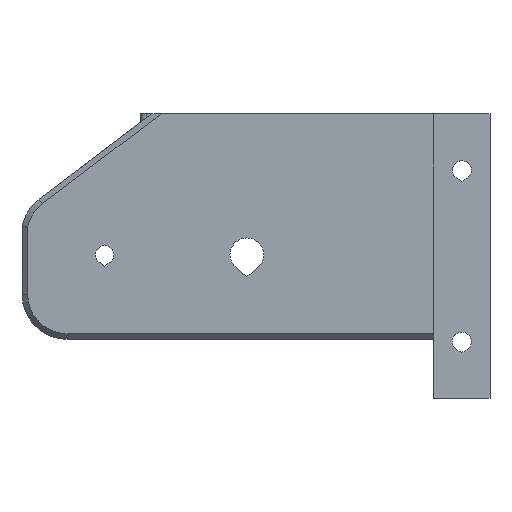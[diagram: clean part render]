
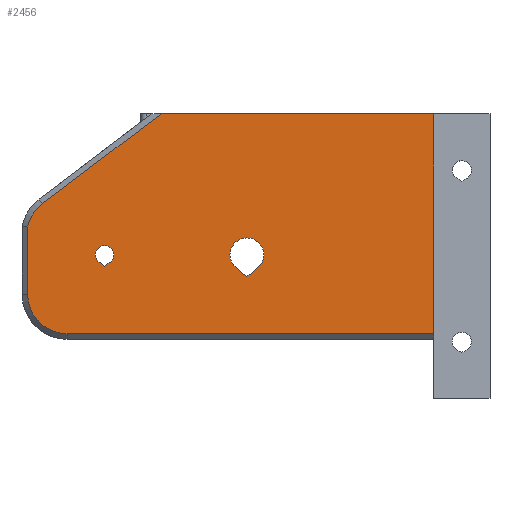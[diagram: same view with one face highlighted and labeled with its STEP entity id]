
A CAD part, top view. The second image highlights one B-rep face of the part: STEP entity #2456.
In plain terms, the highlighted planar face has unit normal (0, 0, 1).
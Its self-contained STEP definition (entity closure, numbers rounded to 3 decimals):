
#47=FACE_BOUND('',#318,.T.);
#48=FACE_BOUND('',#319,.T.);
#64=CIRCLE('',#2612,3.);
#66=CIRCLE('',#2618,7.);
#67=CIRCLE('',#2619,7.);
#68=CIRCLE('',#2620,1.625);
#172=FACE_OUTER_BOUND('',#317,.T.);
#317=EDGE_LOOP('',(#1648,#1649,#1650,#1651,#1652,#1653,#1654));
#318=EDGE_LOOP('',(#1655,#1656,#1657));
#319=EDGE_LOOP('',(#1658,#1659,#1660));
#474=LINE('',#3561,#756);
#479=LINE('',#3574,#761);
#481=LINE('',#3579,#763);
#485=LINE('',#3587,#767);
#488=LINE('',#3594,#770);
#489=LINE('',#3598,#771);
#490=LINE('',#3602,#772);
#491=LINE('',#3604,#773);
#492=LINE('',#3605,#774);
#756=VECTOR('',#2835,10.);
#761=VECTOR('',#2848,10.);
#763=VECTOR('',#2852,10.);
#767=VECTOR('',#2858,10.);
#770=VECTOR('',#2863,10.);
#771=VECTOR('',#2866,10.);
#772=VECTOR('',#2869,10.);
#773=VECTOR('',#2870,10.);
#774=VECTOR('',#2871,10.);
#1038=VERTEX_POINT('',#3559);
#1039=VERTEX_POINT('',#3560);
#1042=VERTEX_POINT('',#3568);
#1044=VERTEX_POINT('',#3577);
#1045=VERTEX_POINT('',#3578);
#1048=VERTEX_POINT('',#3586);
#1050=VERTEX_POINT('',#3592);
#1051=VERTEX_POINT('',#3593);
#1052=VERTEX_POINT('',#3595);
#1053=VERTEX_POINT('',#3597);
#1054=VERTEX_POINT('',#3599);
#1055=VERTEX_POINT('',#3601);
#1056=VERTEX_POINT('',#3603);
#1263=EDGE_CURVE('',#1038,#1039,#474,.T.);
#1267=EDGE_CURVE('',#1039,#1042,#64,.T.);
#1270=EDGE_CURVE('',#1042,#1038,#479,.T.);
#1272=EDGE_CURVE('',#1044,#1045,#481,.T.);
#1276=EDGE_CURVE('',#1048,#1044,#485,.T.);
#1279=EDGE_CURVE('',#1050,#1051,#488,.T.);
#1280=EDGE_CURVE('',#1051,#1052,#66,.T.);
#1281=EDGE_CURVE('',#1052,#1053,#489,.T.);
#1282=EDGE_CURVE('',#1053,#1054,#67,.T.);
#1283=EDGE_CURVE('',#1054,#1055,#490,.T.);
#1284=EDGE_CURVE('',#1056,#1055,#491,.T.);
#1285=EDGE_CURVE('',#1050,#1056,#492,.T.);
#1286=EDGE_CURVE('',#1045,#1048,#68,.T.);
#1648=ORIENTED_EDGE('',*,*,#1279,.T.);
#1649=ORIENTED_EDGE('',*,*,#1280,.T.);
#1650=ORIENTED_EDGE('',*,*,#1281,.T.);
#1651=ORIENTED_EDGE('',*,*,#1282,.T.);
#1652=ORIENTED_EDGE('',*,*,#1283,.T.);
#1653=ORIENTED_EDGE('',*,*,#1284,.F.);
#1654=ORIENTED_EDGE('',*,*,#1285,.F.);
#1655=ORIENTED_EDGE('',*,*,#1263,.F.);
#1656=ORIENTED_EDGE('',*,*,#1270,.F.);
#1657=ORIENTED_EDGE('',*,*,#1267,.F.);
#1658=ORIENTED_EDGE('',*,*,#1276,.F.);
#1659=ORIENTED_EDGE('',*,*,#1286,.F.);
#1660=ORIENTED_EDGE('',*,*,#1272,.F.);
#2362=PLANE('',#2617);
#2456=ADVANCED_FACE('',(#172,#47,#48),#2362,.F.);
#2612=AXIS2_PLACEMENT_3D('',#3569,#2841,#2842);
#2617=AXIS2_PLACEMENT_3D('',#3591,#2861,#2862);
#2618=AXIS2_PLACEMENT_3D('',#3596,#2864,#2865);
#2619=AXIS2_PLACEMENT_3D('',#3600,#2867,#2868);
#2620=AXIS2_PLACEMENT_3D('',#3606,#2872,#2873);
#2835=DIRECTION('',(0.77,0.638,0.));
#2841=DIRECTION('center_axis',(0.,0.,1.));
#2842=DIRECTION('ref_axis',(-1.,0.,0.));
#2848=DIRECTION('',(0.77,-0.638,0.));
#2852=DIRECTION('',(0.801,0.598,0.));
#2858=DIRECTION('',(0.801,-0.598,0.));
#2861=DIRECTION('center_axis',(0.,0.,-1.));
#2862=DIRECTION('ref_axis',(1.,0.,0.));
#2863=DIRECTION('',(-0.798,-0.603,0.));
#2864=DIRECTION('center_axis',(0.,0.,1.));
#2865=DIRECTION('ref_axis',(-0.603,0.798,0.));
#2866=DIRECTION('',(0.,-1.,0.));
#2867=DIRECTION('center_axis',(0.,0.,1.));
#2868=DIRECTION('ref_axis',(-0.707,-0.707,0.));
#2869=DIRECTION('',(1.,0.,0.));
#2870=DIRECTION('',(0.,-1.,0.));
#2871=DIRECTION('',(1.,0.,0.));
#2872=DIRECTION('center_axis',(0.,0.,1.));
#2873=DIRECTION('ref_axis',(-1.,0.,0.));
#3559=CARTESIAN_POINT('',(232.483,23.135,-45.772));
#3560=CARTESIAN_POINT('',(234.398,24.723,-45.772));
#3561=CARTESIAN_POINT('',(228.724,20.019,-45.772));
#3568=CARTESIAN_POINT('',(230.568,24.723,-45.772));
#3569=CARTESIAN_POINT('Origin',(232.483,27.032,-45.772));
#3574=CARTESIAN_POINT('',(213.563,38.822,-45.772));
#3577=CARTESIAN_POINT('',(207.251,25.014,-45.772));
#3578=CARTESIAN_POINT('',(208.223,25.74,-45.772));
#3579=CARTESIAN_POINT('',(209.509,26.7,-45.772));
#3586=CARTESIAN_POINT('',(206.279,25.74,-45.772));
#3587=CARTESIAN_POINT('',(196.068,33.36,-45.772));
#3591=CARTESIAN_POINT('Origin',(192.599,52.043,-45.772));
#3592=CARTESIAN_POINT('',(217.301,52.043,-45.772));
#3593=CARTESIAN_POINT('',(196.236,36.135,-45.772));
#3594=CARTESIAN_POINT('',(208.907,45.704,-45.772));
#3595=CARTESIAN_POINT('',(193.599,31.962,-45.772));
#3596=CARTESIAN_POINT('Origin',(200.454,30.549,-45.772));
#3597=CARTESIAN_POINT('',(193.599,20.043,-45.772));
#3598=CARTESIAN_POINT('',(193.599,52.043,-45.772));
#3599=CARTESIAN_POINT('',(200.599,13.043,-45.772));
#3600=CARTESIAN_POINT('Origin',(200.599,20.043,-45.772));
#3601=CARTESIAN_POINT('',(265.599,13.043,-45.772));
#3602=CARTESIAN_POINT('',(210.849,13.043,-45.772));
#3603=CARTESIAN_POINT('',(265.599,52.043,-45.772));
#3604=CARTESIAN_POINT('',(265.599,52.043,-45.772));
#3605=CARTESIAN_POINT('',(192.599,52.043,-45.772));
#3606=CARTESIAN_POINT('Origin',(207.251,27.042,-45.772));
